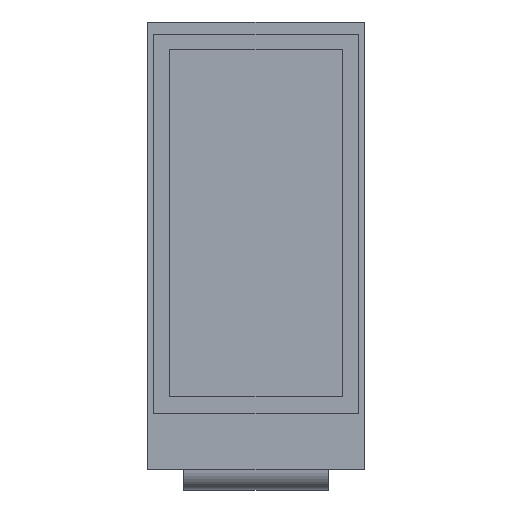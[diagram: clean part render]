
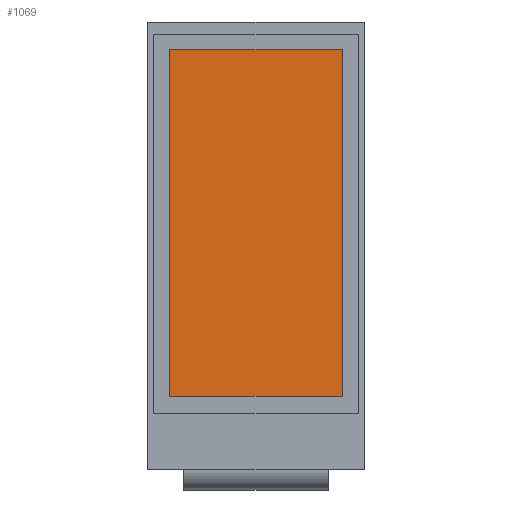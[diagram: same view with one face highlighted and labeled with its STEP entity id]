
A CAD part, top view. The second image highlights one B-rep face of the part: STEP entity #1069.
In plain terms, the highlighted planar face has unit normal (0, 0, 1).
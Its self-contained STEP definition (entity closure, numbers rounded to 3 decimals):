
#962 = VERTEX_POINT('',#963);
#963 = CARTESIAN_POINT('',(-5.4,12.27,0.));
#971 = VERTEX_POINT('',#972);
#972 = CARTESIAN_POINT('',(-5.4,-9.43,0.));
#978 = EDGE_CURVE('',#962,#971,#979,.T.);
#979 = LINE('',#980,#981);
#980 = CARTESIAN_POINT('',(-5.4,12.27,0.));
#981 = VECTOR('',#982,1.);
#982 = DIRECTION('',(0.,-1.,0.));
#995 = VERTEX_POINT('',#996);
#996 = CARTESIAN_POINT('',(5.4,-9.43,0.));
#1002 = EDGE_CURVE('',#971,#995,#1003,.T.);
#1003 = LINE('',#1004,#1005);
#1004 = CARTESIAN_POINT('',(-5.4,-9.43,0.));
#1005 = VECTOR('',#1006,1.);
#1006 = DIRECTION('',(1.,0.,0.));
#1019 = VERTEX_POINT('',#1020);
#1020 = CARTESIAN_POINT('',(5.4,12.27,0.));
#1026 = EDGE_CURVE('',#995,#1019,#1027,.T.);
#1027 = LINE('',#1028,#1029);
#1028 = CARTESIAN_POINT('',(5.4,-9.43,0.));
#1029 = VECTOR('',#1030,1.);
#1030 = DIRECTION('',(0.,1.,0.));
#1043 = EDGE_CURVE('',#1019,#962,#1044,.T.);
#1044 = LINE('',#1045,#1046);
#1045 = CARTESIAN_POINT('',(5.4,12.27,0.));
#1046 = VECTOR('',#1047,1.);
#1047 = DIRECTION('',(-1.,0.,0.));
#1069 = ADVANCED_FACE('',(#1070),#1076,.T.);
#1070 = FACE_BOUND('',#1071,.T.);
#1071 = EDGE_LOOP('',(#1072,#1073,#1074,#1075));
#1072 = ORIENTED_EDGE('',*,*,#1043,.T.);
#1073 = ORIENTED_EDGE('',*,*,#978,.T.);
#1074 = ORIENTED_EDGE('',*,*,#1002,.T.);
#1075 = ORIENTED_EDGE('',*,*,#1026,.T.);
#1076 = PLANE('',#1077);
#1077 = AXIS2_PLACEMENT_3D('',#1078,#1079,#1080);
#1078 = CARTESIAN_POINT('',(0.,0.,0.));
#1079 = DIRECTION('',(0.,0.,1.));
#1080 = DIRECTION('',(1.,0.,0.));
